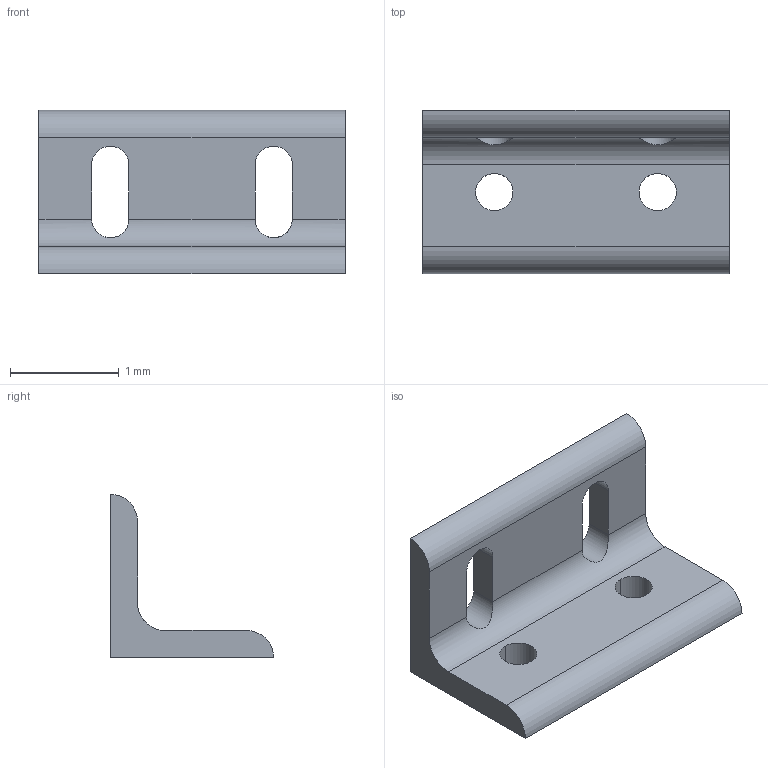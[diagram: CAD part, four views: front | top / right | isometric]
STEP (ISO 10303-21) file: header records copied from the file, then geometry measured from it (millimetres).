
FILE_DESCRIPTION((''),'2;1');
FILE_NAME('15CB4002.stp','2015-07-20T13:24:53',(''),(''),'Mechanical Desktop 2011','Mechanical Desktop 2011',', , ');
FILE_SCHEMA(('CONFIG_CONTROL_DESIGN'));
Length unit declared in the file: millimetre
Products named in the file (1): Product
Bounding box: 2.81 x 1.5 x 1.5 mm (x, y, z)
Volume: 1.7 mm3; surface area: 17.5 mm2
Topology: 1 solids, 1 shells, 21 faces, 59 edges, 38 vertices
Faces by surface type: cylinder 11, plane 10
Entity records: 824 total; most frequent: CARTESIAN_POINT 155, DIRECTION 121, ORIENTED_EDGE 118, EDGE_CURVE 59, AXIS2_PLACEMENT_3D 42, VERTEX_POINT 38, VECTOR 37, LINE 37
